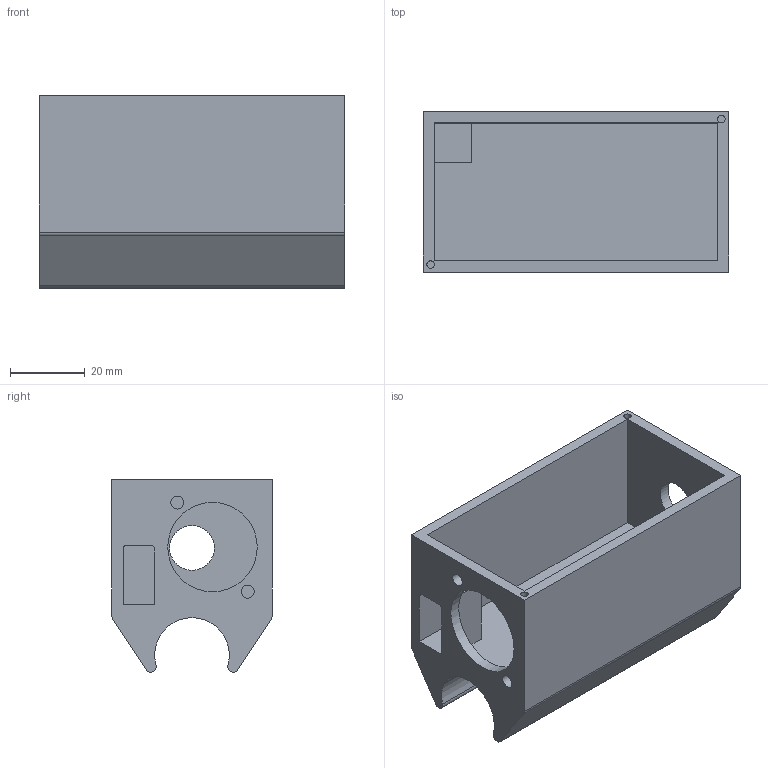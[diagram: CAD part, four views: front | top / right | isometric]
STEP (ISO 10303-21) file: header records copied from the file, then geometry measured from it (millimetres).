
FILE_DESCRIPTION(/* description */ (''),/* implementation_level */ '2;1');
FILE_NAME(/* name */ 'esp box final v1.step',/* time_stamp */ '2025-05-18T19:19:31-04:00',/* author */ (''),/* organization */ (''),/* preprocessor_version */ 'ST-DEVELOPER v20.1',/* originating_system */ 'Autodesk Translation Framework v14.4.0.0',/* authorisation */ '');
FILE_SCHEMA (('AUTOMOTIVE_DESIGN { 1 0 10303 214 3 1 1 }'));
Length unit declared in the file: millimetre
Products named in the file (1): (Unsaved)
Bounding box: 82 x 43 x 51.61 mm (x, y, z)
Volume: 52883.4 mm3; surface area: 27047.7 mm2
Topology: 1 solids, 1 shells, 33 faces, 87 edges, 58 vertices
Faces by surface type: plane 20, cylinder 13
Full cylindrical faces by diameter (mm): 2 x2, 3.5 x2, 12 x1, 24 x1
Entity records: 1080 total; most frequent: DIRECTION 181, CARTESIAN_POINT 179, ORIENTED_EDGE 174, EDGE_CURVE 87, LINE 61, VECTOR 61, AXIS2_PLACEMENT_3D 60, VERTEX_POINT 58
